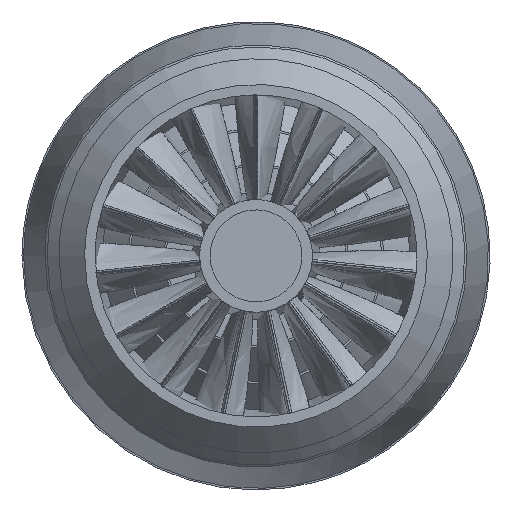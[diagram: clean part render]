
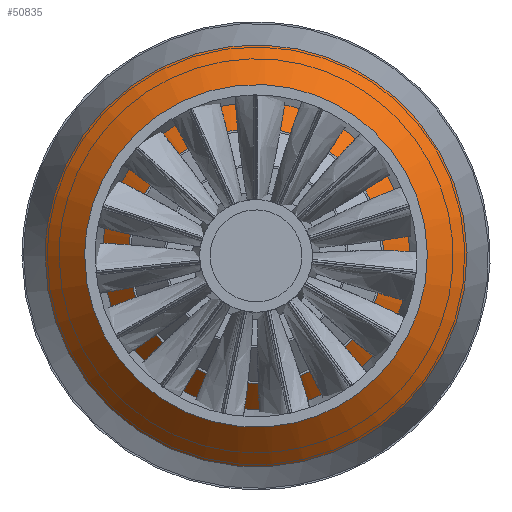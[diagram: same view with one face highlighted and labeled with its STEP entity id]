
A CAD part, left-side view. The second image highlights one B-rep face of the part: STEP entity #50835.
In plain terms, the highlighted free-form (B-spline) face has degree [2, 1] with [7, 2] control points.
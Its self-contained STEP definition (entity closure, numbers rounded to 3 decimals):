
#50745 = EDGE_CURVE('',#50746,#50746,#50748,.T.);
#50746 = VERTEX_POINT('',#50747);
#50747 = CARTESIAN_POINT('',(640.763,110.899,0.));
#50748 = ( BOUNDED_CURVE() B_SPLINE_CURVE(2,(#50749,#50750,#50751,#50752
    ,#50753,#50754,#50755),.UNSPECIFIED.,.T.,.F.) 
B_SPLINE_CURVE_WITH_KNOTS((1,2,2,2,2,1),(-2.094,0.,
    2.094,4.189,6.283,8.378),
.UNSPECIFIED.) CURVE() GEOMETRIC_REPRESENTATION_ITEM() 
RATIONAL_B_SPLINE_CURVE((1.,0.5,1.,0.5,1.,0.5,1.)) REPRESENTATION_ITEM(
  '') );
#50749 = CARTESIAN_POINT('',(640.763,110.899,0.));
#50750 = CARTESIAN_POINT('',(640.763,110.899,
    -192.083));
#50751 = CARTESIAN_POINT('',(640.763,-55.45,
    -96.041));
#50752 = CARTESIAN_POINT('',(640.763,-221.798,
    0.));
#50753 = CARTESIAN_POINT('',(640.763,-55.45,
    96.041));
#50754 = CARTESIAN_POINT('',(640.763,110.899,
    192.083));
#50755 = CARTESIAN_POINT('',(640.763,110.899,0.));
#50819 = EDGE_CURVE('',#50820,#50820,#50822,.T.);
#50820 = VERTEX_POINT('',#50821);
#50821 = CARTESIAN_POINT('',(714.674,183.444,0.));
#50822 = ( BOUNDED_CURVE() B_SPLINE_CURVE(2,(#50823,#50824,#50825,#50826
    ,#50827,#50828,#50829),.UNSPECIFIED.,.T.,.F.) 
B_SPLINE_CURVE_WITH_KNOTS((1,2,2,2,2,1),(-2.094,0.,
    2.094,4.189,6.283,8.378),
.UNSPECIFIED.) CURVE() GEOMETRIC_REPRESENTATION_ITEM() 
RATIONAL_B_SPLINE_CURVE((1.,0.5,1.,0.5,1.,0.5,1.)) REPRESENTATION_ITEM(
  '') );
#50823 = CARTESIAN_POINT('',(714.674,183.444,0.));
#50824 = CARTESIAN_POINT('',(714.674,183.444,
    -317.734));
#50825 = CARTESIAN_POINT('',(714.674,-91.722,
    -158.867));
#50826 = CARTESIAN_POINT('',(714.674,-366.887,
    0.));
#50827 = CARTESIAN_POINT('',(714.674,-91.722,
    158.867));
#50828 = CARTESIAN_POINT('',(714.674,183.444,
    317.734));
#50829 = CARTESIAN_POINT('',(714.674,183.444,0.));
#50835 = ADVANCED_FACE('',(#50836),#50846,.T.);
#50836 = FACE_BOUND('',#50837,.T.);
#50837 = EDGE_LOOP('',(#50838,#50839,#50844,#50845));
#50838 = ORIENTED_EDGE('',*,*,#50819,.T.);
#50839 = ORIENTED_EDGE('',*,*,#50840,.T.);
#50840 = EDGE_CURVE('',#50820,#50746,#50841,.T.);
#50841 = B_SPLINE_CURVE_WITH_KNOTS('',1,(#50842,#50843),.UNSPECIFIED.,
  .F.,.F.,(2,2),(0.,114.699),.PIECEWISE_BEZIER_KNOTS.);
#50842 = CARTESIAN_POINT('',(714.674,183.444,0.));
#50843 = CARTESIAN_POINT('',(640.763,110.899,0.));
#50844 = ORIENTED_EDGE('',*,*,#50745,.F.);
#50845 = ORIENTED_EDGE('',*,*,#50840,.F.);
#50846 = ( BOUNDED_SURFACE() B_SPLINE_SURFACE(2,1,(
    (#50847,#50848)
    ,(#50849,#50850)
    ,(#50851,#50852)
    ,(#50853,#50854)
    ,(#50855,#50856)
    ,(#50857,#50858)
    ,(#50859,#50860
)),.UNSPECIFIED.,.T.,.F.,.F.) B_SPLINE_SURFACE_WITH_KNOTS((1,2,2,2,2,1),
  (2,2),(-2.094,0.,2.094,4.189,6.283,
    8.378),(-114.699,0.),.UNSPECIFIED.) 
GEOMETRIC_REPRESENTATION_ITEM() RATIONAL_B_SPLINE_SURFACE((
    (1.,1.)
    ,(0.5,0.5)
    ,(1.,1.)
    ,(0.5,0.5)
    ,(1.,1.)
    ,(0.5,0.5)
,(1.,1.))) REPRESENTATION_ITEM('') SURFACE() );
#50847 = CARTESIAN_POINT('',(640.763,110.899,0.));
#50848 = CARTESIAN_POINT('',(714.674,183.444,0.));
#50849 = CARTESIAN_POINT('',(640.763,110.899,
    192.083));
#50850 = CARTESIAN_POINT('',(714.674,183.444,
    317.734));
#50851 = CARTESIAN_POINT('',(640.763,-55.45,
    96.041));
#50852 = CARTESIAN_POINT('',(714.674,-91.722,
    158.867));
#50853 = CARTESIAN_POINT('',(640.763,-221.798,
    0.));
#50854 = CARTESIAN_POINT('',(714.674,-366.887,
    0.));
#50855 = CARTESIAN_POINT('',(640.763,-55.45,
    -96.041));
#50856 = CARTESIAN_POINT('',(714.674,-91.722,
    -158.867));
#50857 = CARTESIAN_POINT('',(640.763,110.899,
    -192.083));
#50858 = CARTESIAN_POINT('',(714.674,183.444,
    -317.734));
#50859 = CARTESIAN_POINT('',(640.763,110.899,0.));
#50860 = CARTESIAN_POINT('',(714.674,183.444,0.));
